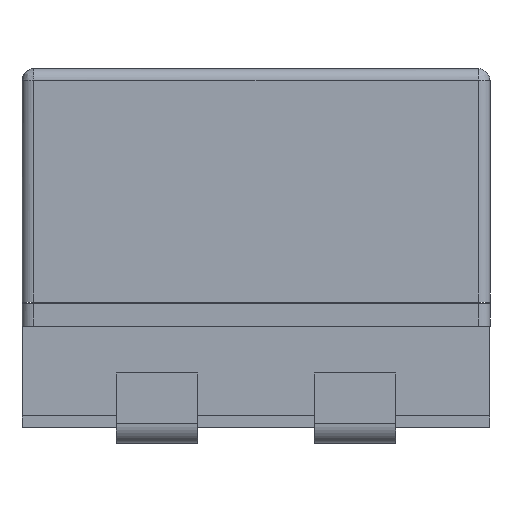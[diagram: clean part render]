
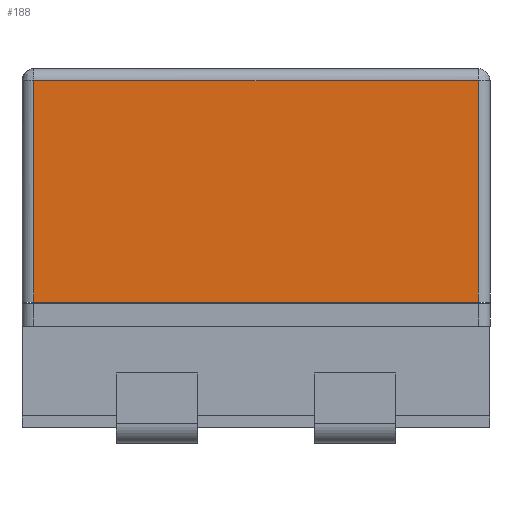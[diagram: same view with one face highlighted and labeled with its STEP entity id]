
A CAD part, left-side view. The second image highlights one B-rep face of the part: STEP entity #188.
In plain terms, the highlighted free-form (B-spline) face has degree [1, 1] with [2, 2] control points.
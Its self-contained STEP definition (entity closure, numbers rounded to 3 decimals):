
#188=ADVANCED_FACE('',(#393),#394,.T.);
#393=FACE_OUTER_BOUND('',#963,.T.);
#394=B_SPLINE_SURFACE_WITH_KNOTS('',1,1,((#964,#965),(#966,#967)),.UNSPECIFIED.,.F.,.F.,.F.,(2,2),(2,2),(0.025,0.975),(0.003,0.95),.UNSPECIFIED.);
#963=EDGE_LOOP('',(#2010,#2011,#2012,#2013));
#964=CARTESIAN_POINT('',(-4.6,2.852,0.009));
#965=CARTESIAN_POINT('',(-4.6,2.852,2.851));
#966=CARTESIAN_POINT('',(-4.6,-2.852,0.009));
#967=CARTESIAN_POINT('',(-4.6,-2.852,2.851));
#2010=ORIENTED_EDGE('',*,*,#2706,.F.);
#2011=ORIENTED_EDGE('',*,*,#2707,.F.);
#2012=ORIENTED_EDGE('',*,*,#2708,.F.);
#2013=ORIENTED_EDGE('',*,*,#2709,.T.);
#2706=EDGE_CURVE('',#3192,#3193,#3194,.T.);
#2707=EDGE_CURVE('',#3195,#3192,#3196,.T.);
#2708=EDGE_CURVE('',#3197,#3195,#3198,.T.);
#2709=EDGE_CURVE('',#3197,#3193,#3199,.T.);
#3192=VERTEX_POINT('',#4170);
#3193=VERTEX_POINT('',#4171);
#3194=B_SPLINE_CURVE_WITH_KNOTS('',1,(#4172,#4173),.UNSPECIFIED.,.F.,.F.,(2,2),(0.025,0.975),.UNSPECIFIED.);
#3195=VERTEX_POINT('',#4174);
#3196=B_SPLINE_CURVE_WITH_KNOTS('',1,(#4175,#4176),.UNSPECIFIED.,.F.,.F.,(2,2),(0.003,0.95),.UNSPECIFIED.);
#3197=VERTEX_POINT('',#4177);
#3198=B_SPLINE_CURVE_WITH_KNOTS('',1,(#4178,#4179),.UNSPECIFIED.,.F.,.F.,(2,2),(0.388,0.695),.UNSPECIFIED.);
#3199=B_SPLINE_CURVE_WITH_KNOTS('',1,(#4180,#4181),.UNSPECIFIED.,.F.,.F.,(2,2),(0.003,0.95),.UNSPECIFIED.);
#4170=CARTESIAN_POINT('',(-4.6,2.85,2.85));
#4171=CARTESIAN_POINT('',(-4.6,-2.85,2.85));
#4172=CARTESIAN_POINT('',(-4.6,2.85,2.85));
#4173=CARTESIAN_POINT('',(-4.6,-2.85,2.85));
#4174=CARTESIAN_POINT('',(-4.6,2.85,0.01));
#4175=CARTESIAN_POINT('',(-4.6,2.85,0.01));
#4176=CARTESIAN_POINT('',(-4.6,2.85,2.85));
#4177=CARTESIAN_POINT('',(-4.6,-2.85,0.01));
#4178=CARTESIAN_POINT('',(-4.6,-2.85,0.01));
#4179=CARTESIAN_POINT('',(-4.6,2.85,0.01));
#4180=CARTESIAN_POINT('',(-4.6,-2.85,0.01));
#4181=CARTESIAN_POINT('',(-4.6,-2.85,2.85));
